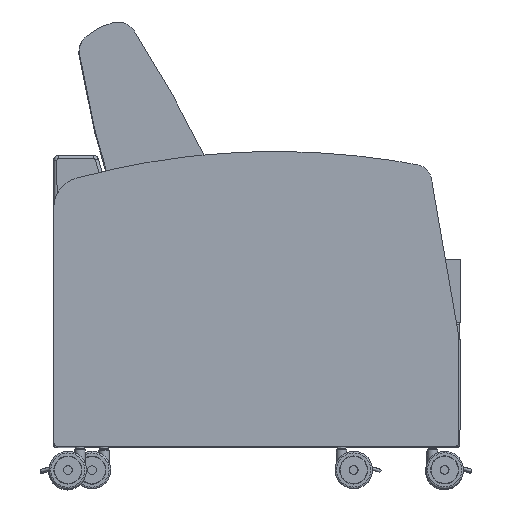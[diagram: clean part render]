
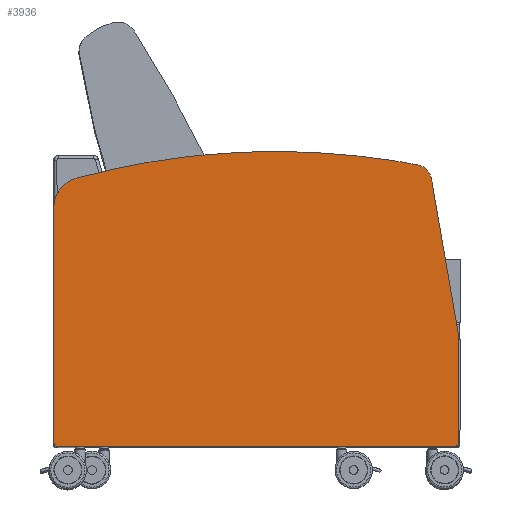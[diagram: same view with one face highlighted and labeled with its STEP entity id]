
A CAD part, top view. The second image highlights one B-rep face of the part: STEP entity #3936.
In plain terms, the highlighted planar face has unit normal (0.001, 0, 1).
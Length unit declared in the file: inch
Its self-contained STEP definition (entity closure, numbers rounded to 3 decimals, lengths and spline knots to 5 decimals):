
#343=PLANE('',#4348);
#441=FACE_OUTER_BOUND('',#702,.T.);
#702=EDGE_LOOP('',(#2770,#2771,#2772,#2773,#2774,#2775,#2776,#2777,#2778,
#2779,#2780,#2781,#2782,#2783,#2784,#2785));
#1011=LINE('',#6195,#1271);
#1019=LINE('',#6230,#1279);
#1023=LINE('',#6242,#1283);
#1026=LINE('',#6250,#1286);
#1029=LINE('',#6258,#1289);
#1033=LINE('',#6270,#1293);
#1036=LINE('',#6277,#1296);
#1271=VECTOR('',#4863,0.3937);
#1279=VECTOR('',#4895,0.3937);
#1283=VECTOR('',#4909,0.3937);
#1286=VECTOR('',#4918,0.3937);
#1289=VECTOR('',#4927,0.3937);
#1293=VECTOR('',#4941,0.3937);
#1296=VECTOR('',#4950,0.3937);
#1527=CIRCLE('',#4314,0.25);
#1537=CIRCLE('',#4327,0.25);
#1538=CIRCLE('',#4330,2.375);
#1539=CIRCLE('',#4332,60.375);
#1540=CIRCLE('',#4335,60.375);
#1541=CIRCLE('',#4338,60.375);
#1542=CIRCLE('',#4341,60.375);
#1543=CIRCLE('',#4343,1.375);
#1544=CIRCLE('',#4346,1.375);
#1762=VERTEX_POINT('',#6182);
#1763=VERTEX_POINT('',#6183);
#1767=VERTEX_POINT('',#6193);
#1781=VERTEX_POINT('',#6225);
#1782=VERTEX_POINT('',#6229);
#1783=VERTEX_POINT('',#6233);
#1784=VERTEX_POINT('',#6237);
#1785=VERTEX_POINT('',#6241);
#1786=VERTEX_POINT('',#6245);
#1787=VERTEX_POINT('',#6249);
#1788=VERTEX_POINT('',#6253);
#1789=VERTEX_POINT('',#6257);
#1790=VERTEX_POINT('',#6261);
#1791=VERTEX_POINT('',#6265);
#1792=VERTEX_POINT('',#6269);
#1793=VERTEX_POINT('',#6273);
#2133=EDGE_CURVE('',#1762,#1763,#1527,.T.);
#2139=EDGE_CURVE('',#1762,#1767,#1011,.T.);
#2154=EDGE_CURVE('',#1781,#1767,#1537,.T.);
#2156=EDGE_CURVE('',#1782,#1763,#1019,.T.);
#2158=EDGE_CURVE('',#1783,#1782,#1538,.T.);
#2160=EDGE_CURVE('',#1784,#1783,#1539,.T.);
#2162=EDGE_CURVE('',#1785,#1784,#1023,.T.);
#2164=EDGE_CURVE('',#1786,#1785,#1540,.T.);
#2166=EDGE_CURVE('',#1787,#1786,#1026,.T.);
#2168=EDGE_CURVE('',#1788,#1787,#1541,.T.);
#2170=EDGE_CURVE('',#1789,#1788,#1029,.T.);
#2172=EDGE_CURVE('',#1790,#1789,#1542,.T.);
#2174=EDGE_CURVE('',#1791,#1790,#1543,.T.);
#2176=EDGE_CURVE('',#1792,#1791,#1033,.T.);
#2178=EDGE_CURVE('',#1793,#1792,#1544,.T.);
#2180=EDGE_CURVE('',#1781,#1793,#1036,.T.);
#2770=ORIENTED_EDGE('',*,*,#2133,.F.);
#2771=ORIENTED_EDGE('',*,*,#2139,.T.);
#2772=ORIENTED_EDGE('',*,*,#2154,.F.);
#2773=ORIENTED_EDGE('',*,*,#2180,.T.);
#2774=ORIENTED_EDGE('',*,*,#2178,.T.);
#2775=ORIENTED_EDGE('',*,*,#2176,.T.);
#2776=ORIENTED_EDGE('',*,*,#2174,.T.);
#2777=ORIENTED_EDGE('',*,*,#2172,.T.);
#2778=ORIENTED_EDGE('',*,*,#2170,.T.);
#2779=ORIENTED_EDGE('',*,*,#2168,.T.);
#2780=ORIENTED_EDGE('',*,*,#2166,.T.);
#2781=ORIENTED_EDGE('',*,*,#2164,.T.);
#2782=ORIENTED_EDGE('',*,*,#2162,.T.);
#2783=ORIENTED_EDGE('',*,*,#2160,.T.);
#2784=ORIENTED_EDGE('',*,*,#2158,.T.);
#2785=ORIENTED_EDGE('',*,*,#2156,.T.);
#3936=ADVANCED_FACE('',(#441),#343,.T.);
#4314=AXIS2_PLACEMENT_3D('',#6184,#4853,#4854);
#4327=AXIS2_PLACEMENT_3D('',#6226,#4890,#4891);
#4330=AXIS2_PLACEMENT_3D('',#6234,#4899,#4900);
#4332=AXIS2_PLACEMENT_3D('',#6238,#4904,#4905);
#4335=AXIS2_PLACEMENT_3D('',#6246,#4913,#4914);
#4338=AXIS2_PLACEMENT_3D('',#6254,#4922,#4923);
#4341=AXIS2_PLACEMENT_3D('',#6262,#4931,#4932);
#4343=AXIS2_PLACEMENT_3D('',#6266,#4936,#4937);
#4346=AXIS2_PLACEMENT_3D('',#6274,#4945,#4946);
#4348=AXIS2_PLACEMENT_3D('',#6278,#4951,#4952);
#4853=DIRECTION('center_axis',(0.,0.,-1.));
#4854=DIRECTION('ref_axis',(-0.707,-0.707,0.));
#4863=DIRECTION('',(1.,0.,0.));
#4890=DIRECTION('center_axis',(0.,0.,-1.));
#4891=DIRECTION('ref_axis',(0.707,-0.707,0.));
#4895=DIRECTION('',(0.,-1.,0.));
#4899=DIRECTION('center_axis',(0.,0.,1.));
#4900=DIRECTION('ref_axis',(-0.261,0.965,0.));
#4904=DIRECTION('center_axis',(0.,0.,1.));
#4905=DIRECTION('ref_axis',(-0.121,0.993,0.));
#4909=DIRECTION('',(-0.994,-0.11,0.));
#4913=DIRECTION('center_axis',(0.,0.,1.));
#4914=DIRECTION('ref_axis',(0.,1.,0.));
#4918=DIRECTION('',(-1.,0.011,0.));
#4922=DIRECTION('center_axis',(0.,0.,1.));
#4923=DIRECTION('ref_axis',(0.149,0.989,0.));
#4927=DIRECTION('',(-0.987,0.159,0.));
#4931=DIRECTION('center_axis',(0.,0.,1.));
#4932=DIRECTION('ref_axis',(0.186,0.983,0.));
#4936=DIRECTION('center_axis',(0.,0.,1.));
#4937=DIRECTION('ref_axis',(0.985,0.17,0.));
#4941=DIRECTION('',(-0.17,0.985,0.));
#4945=DIRECTION('center_axis',(0.,0.,1.));
#4946=DIRECTION('ref_axis',(1.,0.,0.));
#4950=DIRECTION('',(0.,1.,0.));
#4951=DIRECTION('center_axis',(0.,0.,1.));
#4952=DIRECTION('ref_axis',(1.,0.,0.));
#6182=CARTESIAN_POINT('',(-31.34647,0.,2.5));
#6183=CARTESIAN_POINT('',(-31.59647,0.25,2.5));
#6184=CARTESIAN_POINT('Origin',(-31.34647,0.25,2.5));
#6193=CARTESIAN_POINT('',(0.125,0.,2.5));
#6195=CARTESIAN_POINT('',(-31.59647,0.,2.5));
#6225=CARTESIAN_POINT('',(0.375,0.25,2.5));
#6226=CARTESIAN_POINT('Origin',(0.125,0.25,2.5));
#6229=CARTESIAN_POINT('',(-31.59647,18.89375,2.5));
#6230=CARTESIAN_POINT('',(-31.59647,18.89375,2.5));
#6233=CARTESIAN_POINT('',(-29.84167,21.18634,2.5));
#6234=CARTESIAN_POINT('Origin',(-29.22147,18.89375,2.5));
#6237=CARTESIAN_POINT('',(-21.40515,22.83468,2.5));
#6238=CARTESIAN_POINT('Origin',(-14.07552,-37.09375,2.5));
#6241=CARTESIAN_POINT('',(-19.97207,22.99261,2.5));
#6242=CARTESIAN_POINT('',(-19.97207,22.99261,2.5));
#6245=CARTESIAN_POINT('',(-14.08338,23.28125,2.5));
#6246=CARTESIAN_POINT('Origin',(-14.07552,-37.09375,2.5));
#6249=CARTESIAN_POINT('',(-12.79278,23.26762,2.5));
#6250=CARTESIAN_POINT('',(-12.79278,23.26762,2.5));
#6253=CARTESIAN_POINT('',(-5.08454,22.60803,2.5));
#6254=CARTESIAN_POINT('Origin',(-14.07552,-37.09375,2.5));
#6257=CARTESIAN_POINT('',(-3.90215,22.41795,2.5));
#6258=CARTESIAN_POINT('',(-3.90215,22.41795,2.5));
#6261=CARTESIAN_POINT('',(-2.85475,22.22939,2.5));
#6262=CARTESIAN_POINT('Origin',(-14.07552,-37.09375,2.5));
#6265=CARTESIAN_POINT('',(-1.75537,21.11244,2.5));
#6266=CARTESIAN_POINT('Origin',(-3.1103,20.87834,2.5));
#6269=CARTESIAN_POINT('',(0.35493,8.89835,2.5));
#6270=CARTESIAN_POINT('',(0.35493,8.89835,2.5));
#6273=CARTESIAN_POINT('',(0.375,8.66425,2.5));
#6274=CARTESIAN_POINT('Origin',(-1.,8.66425,2.5));
#6277=CARTESIAN_POINT('',(0.375,0.,2.5));
#6278=CARTESIAN_POINT('Origin',(-15.69864,9.93573,2.5));
